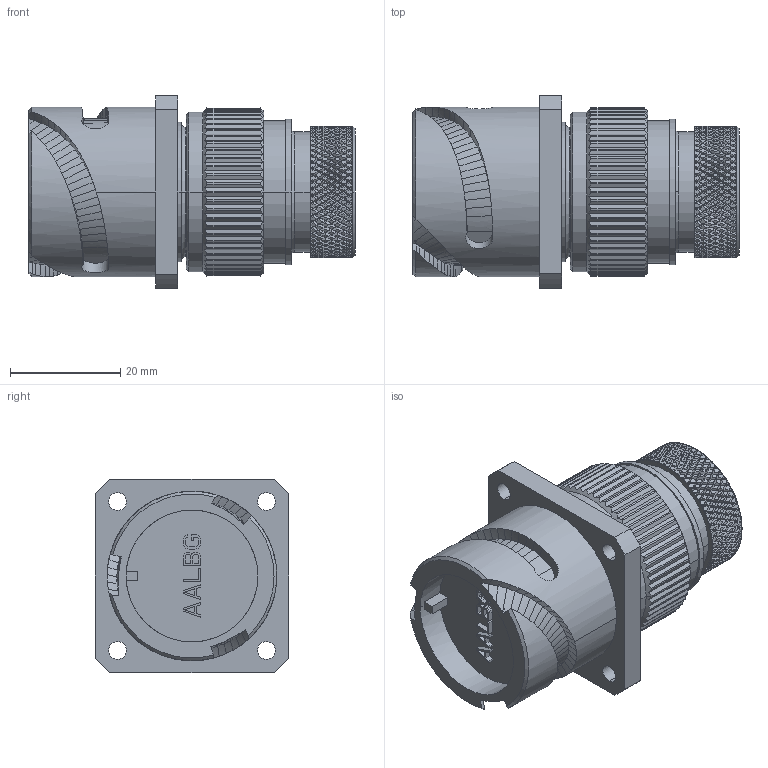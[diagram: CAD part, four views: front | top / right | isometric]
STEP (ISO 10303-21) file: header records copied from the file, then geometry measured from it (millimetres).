
FILE_DESCRIPTION((''),'2;1');
FILE_NAME('VG95234U-18_SW0001','2023-03-01T18:04:30',('paultorloting'),('NET AG system integration'),'CREO PARAMETRIC BY PTC INC, 2021404','CREO PARAMETRIC BY PTC INC, 2021404','');
FILE_SCHEMA(('AUTOMOTIVE_DESIGN { 1 0 10303 214 1 1 1 1 }'));
Products named in the file (1): VG95234U-18_SW0001
Bounding box: 59.2 x 35.05 x 35.05 mm (x, y, z)
Volume: 35407 mm3; surface area: 11396.1 mm2
Topology: 1 solids, 1 shells, 3434 faces, 7837 edges, 4438 vertices
Faces by surface type: plane 2558, cylinder 644, bspline 206, cone 22, torus 4
Entity records: 117310 total; most frequent: CARTESIAN_POINT 26953, ORIENTED_EDGE 15674, DIRECTION 11831, EDGE_CURVE 7837, VERTEX_POINT 4438, VECTOR 4382, LINE 4382, AXIS2_PLACEMENT_3D 3723
